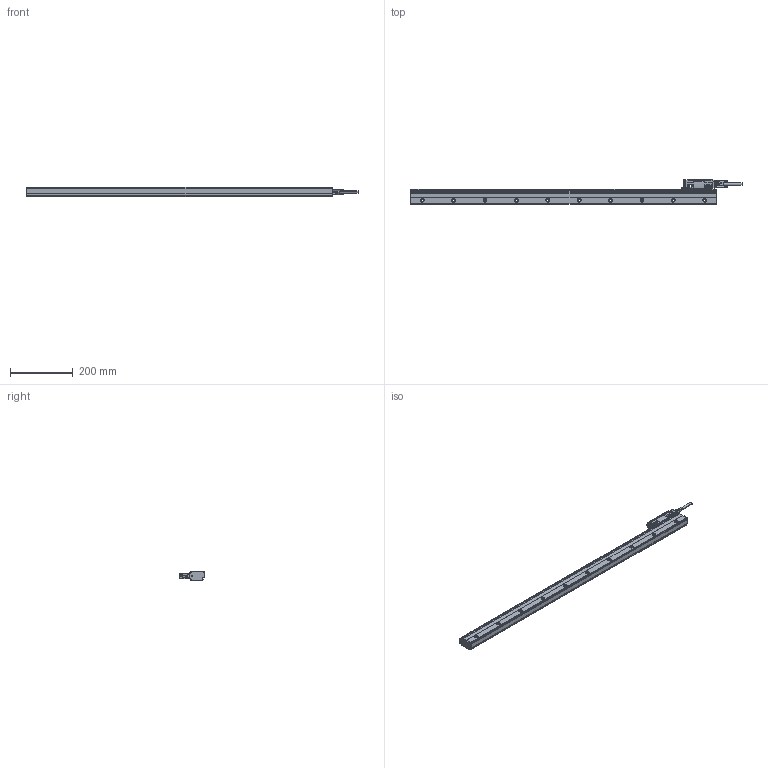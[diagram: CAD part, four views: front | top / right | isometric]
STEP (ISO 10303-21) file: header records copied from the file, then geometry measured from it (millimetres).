
FILE_DESCRIPTION(('CATIA V5 STEP'),'2;1');
FILE_NAME('SR84_SR85_X_L_084_V1.stp','2018-11-30T03:46:26+00:00',('none'),('none'),'CATIA Version 5 Release 19 SP 6 (IN-10)','CATIA V5 STEP AP214','none');
FILE_SCHEMA(('AUTOMOTIVE_DESIGN { 1 0 10303 214 1 1 1 1 }'));
Products named in the file (3): SR87_L_084; SR87-084_S; SR87_head_L
Assembly tree (2 placements, depth 2):
  SR87_L_084
    SR87-084_S
    SR87_head_L
Bounding box: 1057.7 x 78 x 29 mm (x, y, z)
Volume: 1288844.3 mm3; surface area: 196195 mm2
Topology: 2 solids, 18 shells, 2534 faces, 6489 edges, 3888 vertices
Faces by surface type: plane 1168, cylinder 856, torus 175, cone 175, sphere 107, bspline 53
Entity records: 76436 total; most frequent: CARTESIAN_POINT 20177, ORIENTED_EDGE 12726, DIRECTION 9445, EDGE_CURVE 6363, AXIS2_PLACEMENT_3D 3977, VERTEX_POINT 3888, VECTOR 3441, LINE 3441
